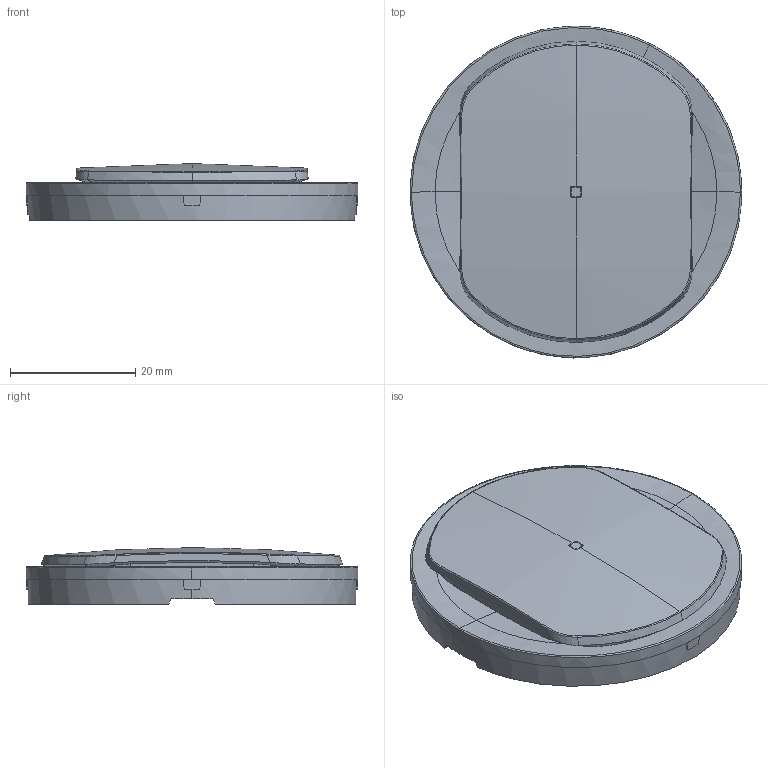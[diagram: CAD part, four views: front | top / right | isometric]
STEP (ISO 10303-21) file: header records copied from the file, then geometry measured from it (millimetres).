
FILE_DESCRIPTION(('CATIA V5 STEP Exchange','CAx-IF Rec.Pracs.--- Model Styling and Organization---1.5--- 2016-08-15','CAx-IF Rec.Pracs.---Supplemental Geometry---1.0---2011-11-01','CAx-IF Rec.Pracs.--- Composite Materials ---1.1---2010-07-15'),'2;1');
FILE_NAME('CB0064_AllCATPart.stp','2024-03-25T09:15:24+00:00',('none'),('none'),'CATIA Version 5-6 Release 2020 SP3','CATIA V5 STEP AP214 v2','none');
FILE_SCHEMA(('AUTOMOTIVE_DESIGN { 1 0 10303 214 1 1 1 1 }'));
Length unit declared in the file: millimetre
Products named in the file (1): CB0064_AllCATPart
Bounding box: 53.01 x 53.01 x 9.01 mm (x, y, z)
Volume: 5874.3 mm3; surface area: 7653.3 mm2
Topology: 3 solids, 3 shells, 567 faces, 1564 edges, 971 vertices
Faces by surface type: plane 222, cylinder 120, bspline 115, cone 38, sphere 36, torus 28, extrusion 4, revolution 4
Entity records: 25385 total; most frequent: CARTESIAN_POINT 13540, ORIENTED_EDGE 3056, EDGE_CURVE 1528, DIRECTION 1433, VERTEX_POINT 971, B_SPLINE_CURVE_WITH_KNOTS 823, AXIS2_PLACEMENT_3D 594, EDGE_LOOP 575
